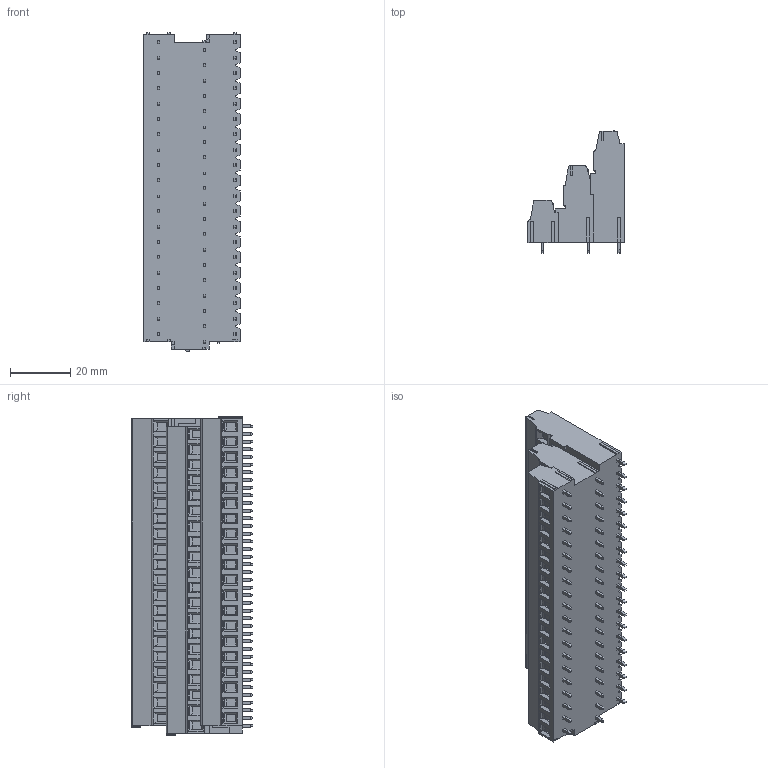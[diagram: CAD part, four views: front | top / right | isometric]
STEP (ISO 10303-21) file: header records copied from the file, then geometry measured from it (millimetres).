
FILE_DESCRIPTION((''),'2;1');
FILE_NAME('3L','2025-02-28T',('yanfa'),(''),'PRO/ENGINEER BY PARAMETRIC TECHNOLOGY CORPORATION, 2009280','PRO/ENGINEER BY PARAMETRIC TECHNOLOGY CORPORATION, 2009280','');
FILE_SCHEMA(('AUTOMOTIVE_DESIGN_CC2 { 1 2 10303 214 -1 1 5 2 }'));
Products named in the file (1): 3L
Bounding box: 31.8 x 40.3 x 105.34 mm (x, y, z)
Volume: 70896.4 mm3; surface area: 22155.9 mm2
Topology: 1 solids, 1 shells, 2923 faces, 7203 edges, 4463 vertices
Faces by surface type: plane 1886, cylinder 599, cone 240, torus 120, sphere 78
Entity records: 85883 total; most frequent: CARTESIAN_POINT 16789, ORIENTED_EDGE 14330, DIRECTION 14165, EDGE_CURVE 7165, VECTOR 5131, LINE 5131, AXIS2_PLACEMENT_3D 4517, VERTEX_POINT 4463
